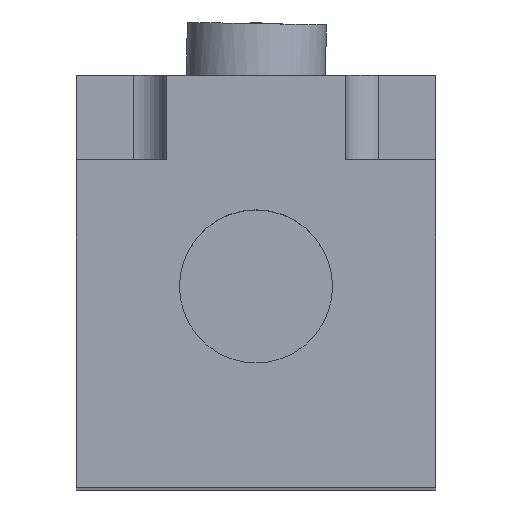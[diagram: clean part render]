
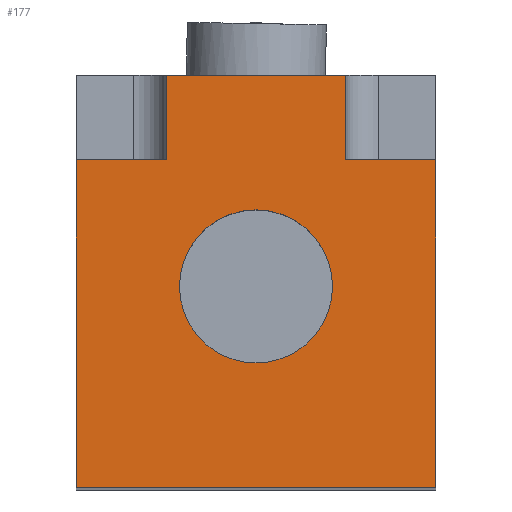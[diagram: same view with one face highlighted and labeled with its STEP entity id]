
A CAD part, top view. The second image highlights one B-rep face of the part: STEP entity #177.
In plain terms, the highlighted planar face has unit normal (0, 0, 1).
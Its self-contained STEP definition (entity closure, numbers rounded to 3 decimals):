
#177=ADVANCED_FACE('',(#447,#448),#449,.T.);
#447=FACE_BOUND('',#814,.T.);
#448=FACE_OUTER_BOUND('',#815,.T.);
#449=PLANE('',#816);
#814=EDGE_LOOP('',(#1301,#1302));
#815=EDGE_LOOP('',(#1303,#1304,#1305,#1306,#1307,#1308,#1309,#1310));
#816=AXIS2_PLACEMENT_3D('',#1311,#1312,#1313);
#1301=ORIENTED_EDGE('',*,*,#2145,.T.);
#1302=ORIENTED_EDGE('',*,*,#2224,.T.);
#1303=ORIENTED_EDGE('',*,*,#2225,.T.);
#1304=ORIENTED_EDGE('',*,*,#2226,.T.);
#1305=ORIENTED_EDGE('',*,*,#2227,.F.);
#1306=ORIENTED_EDGE('',*,*,#2228,.F.);
#1307=ORIENTED_EDGE('',*,*,#2220,.T.);
#1308=ORIENTED_EDGE('',*,*,#2181,.T.);
#1309=ORIENTED_EDGE('',*,*,#2208,.T.);
#1310=ORIENTED_EDGE('',*,*,#2229,.T.);
#1311=CARTESIAN_POINT('',(21.75,47.516,151.6));
#1312=DIRECTION('',(0.0,0.0,1.0));
#1313=DIRECTION('',(1.0,-0.0,0.0));
#2145=EDGE_CURVE('',#2563,#2567,#2569,.T.);
#2181=EDGE_CURVE('',#2631,#2632,#2633,.T.);
#2208=EDGE_CURVE('',#2632,#2675,#2676,.T.);
#2220=EDGE_CURVE('',#2694,#2631,#2695,.T.);
#2224=EDGE_CURVE('',#2567,#2563,#2699,.T.);
#2225=EDGE_CURVE('',#2700,#2701,#2702,.T.);
#2226=EDGE_CURVE('',#2701,#2703,#2704,.T.);
#2227=EDGE_CURVE('',#2705,#2703,#2706,.T.);
#2228=EDGE_CURVE('',#2694,#2705,#2707,.T.);
#2229=EDGE_CURVE('',#2675,#2700,#2708,.T.);
#2563=VERTEX_POINT('',#3148);
#2567=VERTEX_POINT('',#3153);
#2569=CIRCLE('',#3156,9.25);
#2631=VERTEX_POINT('',#3232);
#2632=VERTEX_POINT('',#3233);
#2633=LINE('',#3234,#3235);
#2675=VERTEX_POINT('',#3291);
#2676=LINE('',#3292,#3293);
#2694=VERTEX_POINT('',#3320);
#2695=LINE('',#3321,#3322);
#2699=CIRCLE('',#3327,9.25);
#2700=VERTEX_POINT('',#3328);
#2701=VERTEX_POINT('',#3329);
#2702=LINE('',#3330,#3331);
#2703=VERTEX_POINT('',#3332);
#2704=LINE('',#3333,#3334);
#2705=VERTEX_POINT('',#3335);
#2706=LINE('',#3336,#3337);
#2707=LINE('',#3338,#3339);
#2708=LINE('',#3340,#3341);
#3148=CARTESIAN_POINT('',(-9.25,22.0,151.6));
#3153=CARTESIAN_POINT('',(9.25,22.0,151.6));
#3156=AXIS2_PLACEMENT_3D('',#3890,#3891,#3892);
#3232=CARTESIAN_POINT('',(-21.75,-2.3,151.6));
#3233=CARTESIAN_POINT('',(21.75,-2.3,151.6));
#3234=CARTESIAN_POINT('',(-21.75,-2.3,151.6));
#3235=VECTOR('',#3949,1.0);
#3291=CARTESIAN_POINT('',(21.75,37.3,151.6));
#3292=CARTESIAN_POINT('',(21.75,-2.3,151.6));
#3293=VECTOR('',#3994,1.0);
#3320=CARTESIAN_POINT('',(-21.75,37.3,151.6));
#3321=CARTESIAN_POINT('',(-21.75,47.516,151.6));
#3322=VECTOR('',#4007,1.0);
#3327=AXIS2_PLACEMENT_3D('',#4012,#4013,#4014);
#3328=CARTESIAN_POINT('',(10.844,37.3,151.6));
#3329=CARTESIAN_POINT('',(10.844,47.516,151.6));
#3330=CARTESIAN_POINT('',(10.844,47.516,151.6));
#3331=VECTOR('',#4015,1.0);
#3332=CARTESIAN_POINT('',(-10.844,47.516,151.6));
#3333=CARTESIAN_POINT('',(21.75,47.516,151.6));
#3334=VECTOR('',#4016,1.0);
#3335=CARTESIAN_POINT('',(-10.844,37.3,151.6));
#3336=CARTESIAN_POINT('',(-10.844,47.516,151.6));
#3337=VECTOR('',#4017,1.0);
#3338=CARTESIAN_POINT('',(21.75,37.3,151.6));
#3339=VECTOR('',#4018,1.0);
#3340=CARTESIAN_POINT('',(21.75,37.3,151.6));
#3341=VECTOR('',#4019,1.0);
#3890=CARTESIAN_POINT('',(0.0,22.0,151.6));
#3891=DIRECTION('',(0.0,0.0,-1.0));
#3892=DIRECTION('',(-1.0,0.0,0.0));
#3949=DIRECTION('',(1.0,0.0,0.0));
#3994=DIRECTION('',(0.0,1.0,0.0));
#4007=DIRECTION('',(0.0,-1.0,0.0));
#4012=CARTESIAN_POINT('',(0.0,22.0,151.6));
#4013=DIRECTION('',(0.0,0.0,-1.0));
#4014=DIRECTION('',(-1.0,0.0,0.0));
#4015=DIRECTION('',(0.0,1.0,0.0));
#4016=DIRECTION('',(-1.0,0.0,0.0));
#4017=DIRECTION('',(0.0,1.0,0.0));
#4018=DIRECTION('',(1.0,0.0,0.0));
#4019=DIRECTION('',(-1.0,0.0,0.0));
